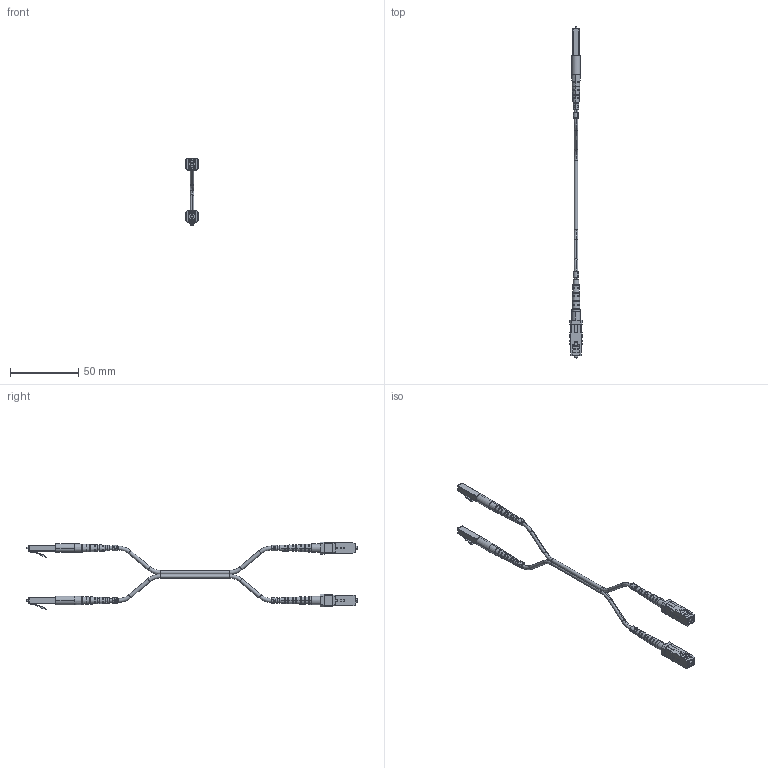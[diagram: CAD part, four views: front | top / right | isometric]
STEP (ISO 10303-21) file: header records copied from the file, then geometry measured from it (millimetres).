
FILE_DESCRIPTION (( 'STEP AP214' ), '1' );
FILE_NAME ('FODZSC-LCOM5.STEP', '2019-03-26T17:47:23', ( '' ), ( '' ), 'SwSTEP 2.0', 'SolidWorks 2017', '' );
FILE_SCHEMA (( 'AUTOMOTIVE_DESIGN' ));
Length unit declared in the file: inch
Products named in the file (13): CONN-LC3-220-3; FOC-101BA MA1; FOC-101BA MA2; FOC-101BA; CONN-LC3-220-3-MA1_WITHOU BACK CLIP; N602-INS-ZC-62PFD; LBL-C3P-B; LBL-C3P-A; FOC-101BA MA4; FOC-101BA MA6; CONN-LC3-220-3-MA2; FODZSC-LCOM5; FOC-101BA MA3
Assembly tree (16 placements, depth 3):
  FODZSC-LCOM5
    N602-INS-ZC-62PFD
    CONN-LC3-220-3  x2
      CONN-LC3-220-3-MA1_WITHOU BACK CLIP
      CONN-LC3-220-3-MA2
    LBL-C3P-A  x2
    LBL-C3P-B  x2
    FOC-101BA  x2
      FOC-101BA MA2
      FOC-101BA MA1
      FOC-101BA MA4
      FOC-101BA MA3
      FOC-101BA MA6
Bounding box: 8.89 x 242.58 x 49.69 mm (x, y, z)
Volume: 6892.3 mm3; surface area: 14982.6 mm2
Topology: 19 solids, 19 shells, 989 faces, 2761 edges, 1786 vertices
Faces by surface type: plane 718, cylinder 165, cone 60, torus 20, bspline 18, sphere 8
Entity records: 19522 total; most frequent: CARTESIAN_POINT 4148, ORIENTED_EDGE 2832, DIRECTION 2719, EDGE_CURVE 1416, AXIS2_PLACEMENT_3D 926, VERTEX_POINT 914, LINE 867, VECTOR 867
